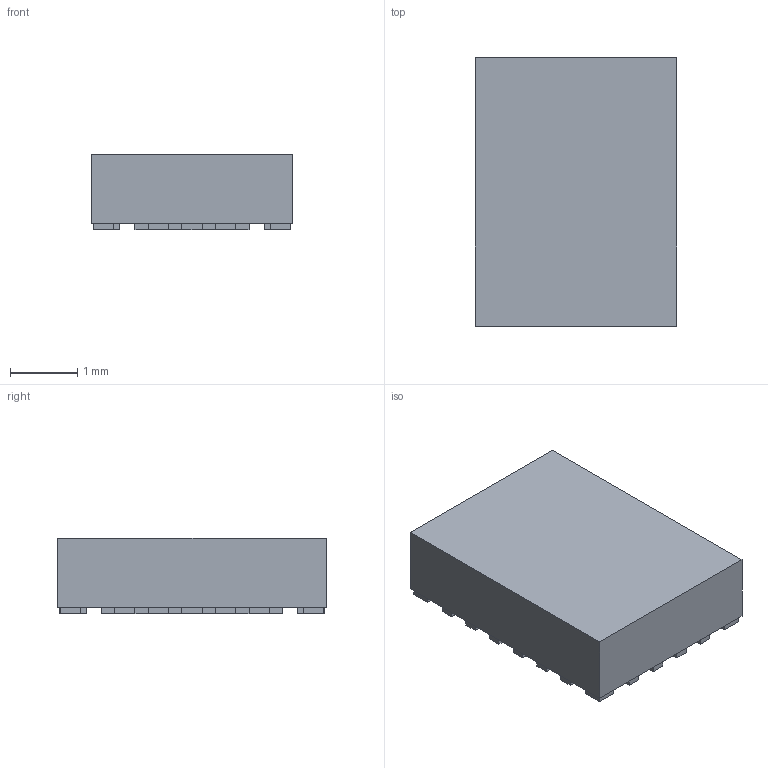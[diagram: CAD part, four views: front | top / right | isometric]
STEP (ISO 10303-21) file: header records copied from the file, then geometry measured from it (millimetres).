
FILE_DESCRIPTION(('FreeCAD Model'),'2;1');
FILE_NAME('2654724.3.1.stp','2024-07-05T04:25:53',( 'Author'),(''),'Open CASCADE STEP processor 6.9','FreeCAD','Unknown' );
FILE_SCHEMA(('AUTOMOTIVE_DESIGN { 1 0 10303 214 1 1 1 1 }'));
Length unit declared in the file: millimetre
Products named in the file (3): ASSEMBLY; Body; Pins
Assembly tree (2 placements, depth 2):
  ASSEMBLY
    Body
    Pins
Bounding box: 3 x 4 x 1.13 mm (x, y, z)
Volume: 12.9 mm3; surface area: 52.1 mm2
Topology: 26 solids, 26 shells, 156 faces, 312 edges, 208 vertices
Faces by surface type: plane 156
Entity records: 8246 total; most frequent: CARTESIAN_POINT 1303, DIRECTION 1254, LINE 936, VECTOR 936, ORIENTED_EDGE 624, PCURVE 624, DEFINITIONAL_REPRESENTATION 624, EDGE_CURVE 312
